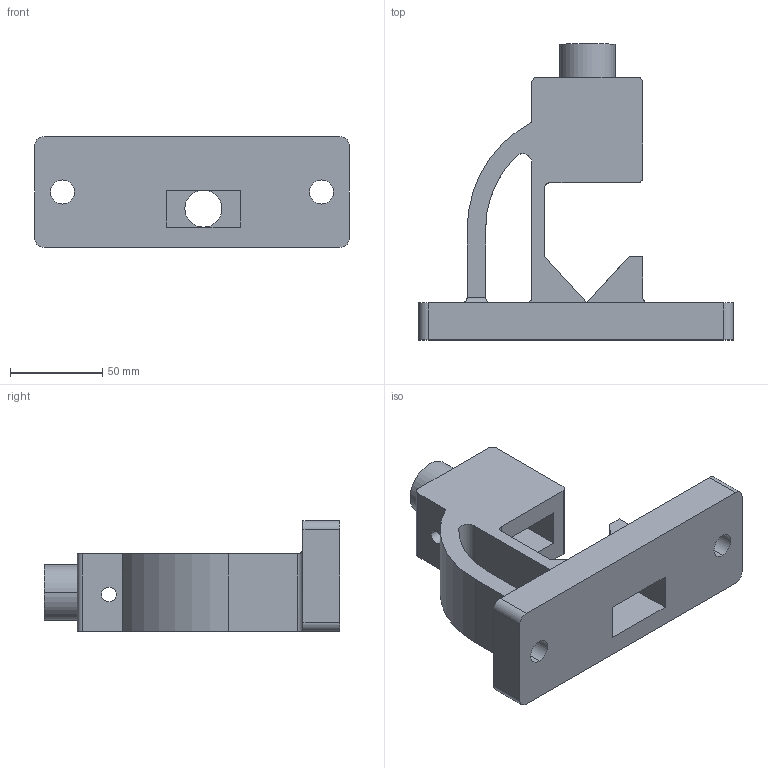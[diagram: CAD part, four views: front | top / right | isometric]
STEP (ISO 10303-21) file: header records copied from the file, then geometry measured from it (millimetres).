
FILE_DESCRIPTION (( 'STEP AP214' ), '1' );
FILE_NAME ('base.STEP', '2025-07-14T16:35:16', ( '' ), ( '' ), 'SwSTEP 2.0', 'SolidWorks 2025', '' );
FILE_SCHEMA (( 'AUTOMOTIVE_DESIGN' ));
Length unit declared in the file: millimetre
Products named in the file (1): base
Bounding box: 170 x 159.98 x 60 mm (x, y, z)
Volume: 377225.7 mm3; surface area: 75288.7 mm2
Topology: 1 solids, 1 shells, 59 faces, 168 edges, 110 vertices
Faces by surface type: plane 31, cylinder 28
Entity records: 1979 total; most frequent: CARTESIAN_POINT 344, DIRECTION 340, ORIENTED_EDGE 336, EDGE_CURVE 168, AXIS2_PLACEMENT_3D 114, VECTOR 112, LINE 112, VERTEX_POINT 110
